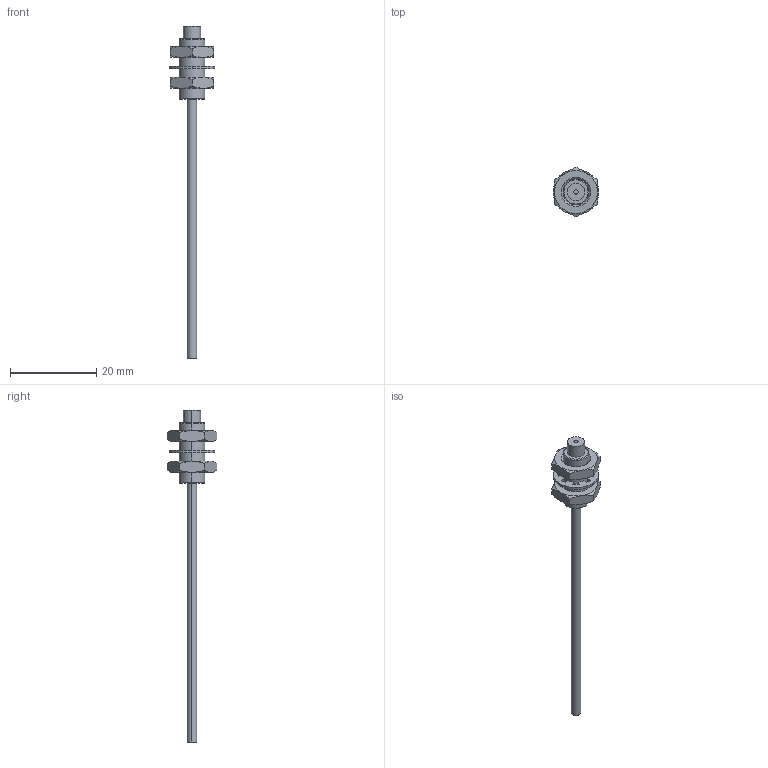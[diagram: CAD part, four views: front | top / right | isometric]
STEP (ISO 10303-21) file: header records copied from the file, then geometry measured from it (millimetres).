
FILE_DESCRIPTION((''),'2;1');
FILE_NAME('CAD2405_SW0001','2016-09-05T',('cmozuch'),(''),'PRO/ENGINEER BY PARAMETRIC TECHNOLOGY CORPORATION, 2015440','PRO/ENGINEER BY PARAMETRIC TECHNOLOGY CORPORATION, 2015440','');
FILE_SCHEMA(('CONFIG_CONTROL_DESIGN'));
Length unit declared in the file: millimetre
Products named in the file (1): CAD2405_SW0001
Bounding box: 10.6 x 11.55 x 77 mm (x, y, z)
Volume: 970.6 mm3; surface area: 1241.9 mm2
Topology: 2 solids, 2 shells, 106 faces, 261 edges, 166 vertices
Faces by surface type: plane 39, cone 36, cylinder 31
Entity records: 4282 total; most frequent: CARTESIAN_POINT 947, DIRECTION 535, ORIENTED_EDGE 522, EDGE_CURVE 261, AXIS2_PLACEMENT_3D 216, VERTEX_POINT 166, EDGE_LOOP 115, CIRCLE 110
